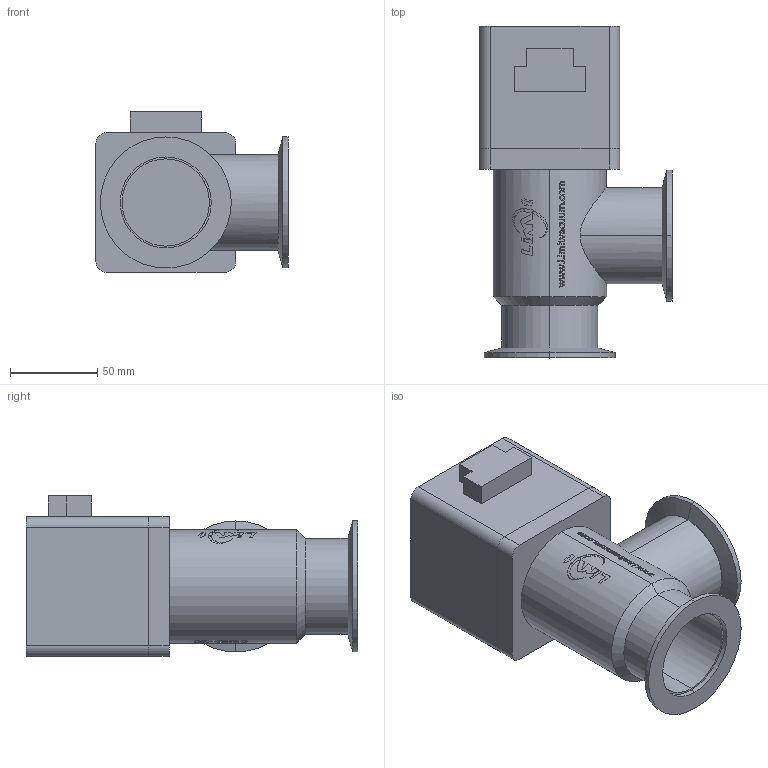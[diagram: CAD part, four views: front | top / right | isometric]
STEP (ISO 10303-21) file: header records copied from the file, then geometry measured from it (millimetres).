
FILE_DESCRIPTION (( 'STEP AP214' ), '1' );
FILE_NAME ('GKQ-DN50.STEP', '2024-05-14T08:21:56', ( '' ), ( '' ), 'SwSTEP 2.0', 'SolidWorks 2020', '' );
FILE_SCHEMA (( 'AUTOMOTIVE_DESIGN' ));
Length unit declared in the file: millimetre
Products named in the file (1): GKQ-DN50
Bounding box: 110 x 190 x 92 mm (x, y, z)
Volume: 812420.9 mm3; surface area: 121815.5 mm2
Topology: 3 solids, 3 shells, 618 faces, 1665 edges, 1106 vertices
Faces by surface type: bspline 302, plane 236, cylinder 74, cone 6
Entity records: 66124 total; most frequent: CARTESIAN_POINT 53215, ORIENTED_EDGE 3330, EDGE_CURVE 1665, DIRECTION 1523, VERTEX_POINT 1106, B_SPLINE_CURVE_WITH_KNOTS 1004, EDGE_LOOP 673, FACE_OUTER_BOUND 618
